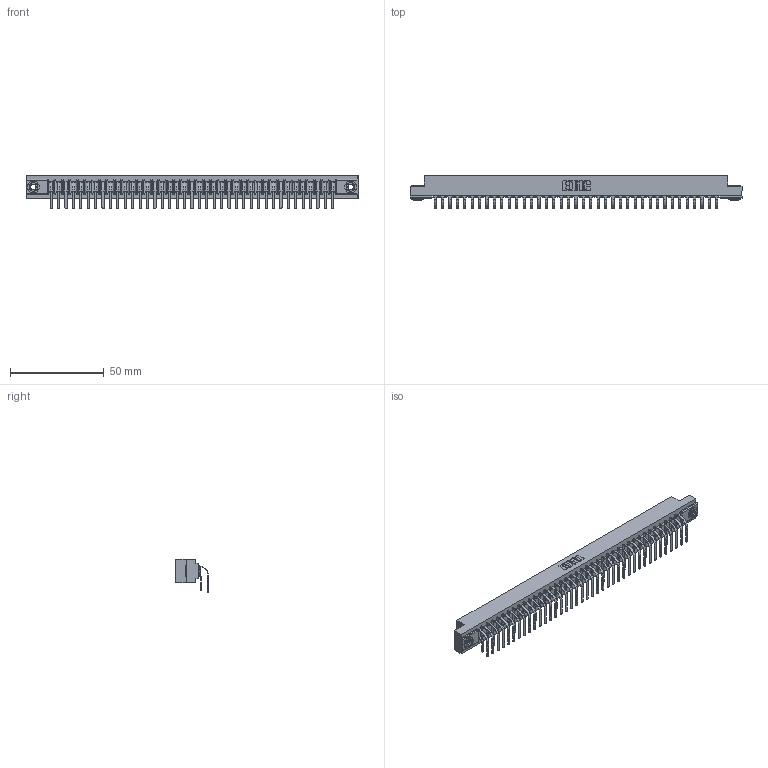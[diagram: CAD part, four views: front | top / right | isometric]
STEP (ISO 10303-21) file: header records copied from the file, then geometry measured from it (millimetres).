
FILE_DESCRIPTION (( 'STEP AP203' ), '1' );
FILE_NAME ('357-078-559-203.STEP', '2022-07-08T20:35:20', ( '' ), ( '' ), 'SwSTEP 2.0', 'SolidWorks 2020', '' );
FILE_SCHEMA (( 'CONFIG_CONTROL_DESIGN' ));
Length unit declared in the file: inch
Products named in the file (5): 307-290-001_559 - 2 (Single); 307-290-001_558 559 - 1 (Single); 357-078-559-203; 345-250-002_345-250-002-102; 307 Part_.156 Dia Mounting Holes
Assembly tree (81 placements, depth 2):
  357-078-559-203
    307 Part_.156 Dia Mounting Holes
    307-290-001_558 559 - 1 (Single)  x39
    307-290-001_559 - 2 (Single)  x39
    345-250-002_345-250-002-102  x2
Bounding box: 177.55 x 17.51 x 18.07 mm (x, y, z)
Volume: 19153.4 mm3; surface area: 25296.5 mm2
Topology: 81 solids, 81 shells, 4110 faces, 11511 edges, 7458 vertices
Faces by surface type: plane 2668, cylinder 1354, sphere 80, cone 8
Entity records: 37564 total; most frequent: CARTESIAN_POINT 6130, ORIENTED_EDGE 6066, DIRECTION 6019, EDGE_CURVE 3033, VECTOR 2317, LINE 2317, VERTEX_POINT 1962, AXIS2_PLACEMENT_3D 1851
